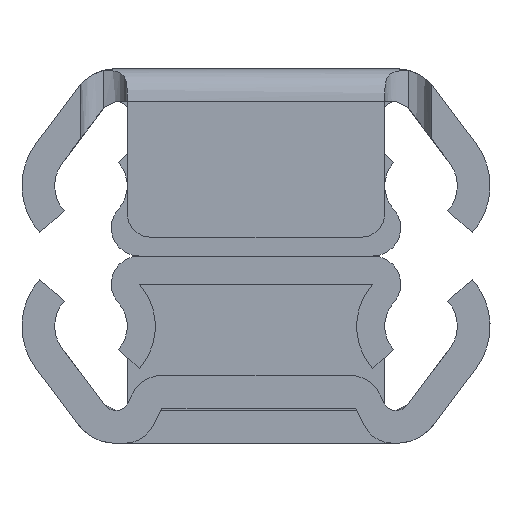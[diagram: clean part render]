
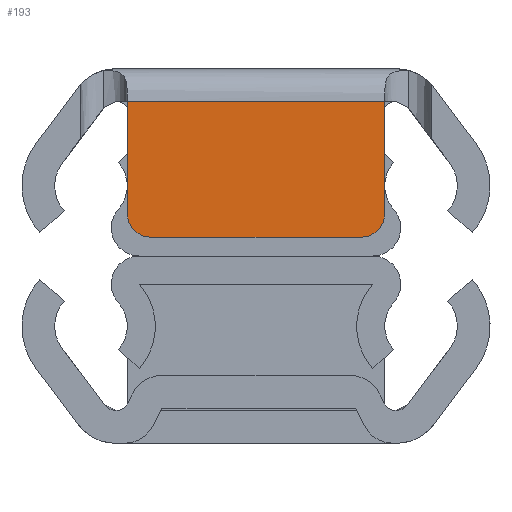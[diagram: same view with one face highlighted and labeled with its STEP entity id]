
A CAD part, left-side view. The second image highlights one B-rep face of the part: STEP entity #193.
In plain terms, the highlighted planar face has unit normal (-1, 0, 0).
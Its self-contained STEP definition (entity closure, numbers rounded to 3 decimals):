
#13 = VERTEX_POINT ( 'NONE', #2231 ) ;
#72 = AXIS2_PLACEMENT_3D ( 'NONE', #2715, #2358, #1985 ) ;
#87 = ORIENTED_EDGE ( 'NONE', *, *, #1072, .T. ) ;
#91 = DIRECTION ( 'NONE',  ( -1., 0., 0. ) ) ;
#193 = ADVANCED_FACE ( 'NONE', ( #2050 ), #3075, .F. ) ;
#239 = VERTEX_POINT ( 'NONE', #1358 ) ;
#300 = CARTESIAN_POINT ( 'NONE',  ( -200., 5.5, -7.2 ) ) ;
#343 = EDGE_CURVE ( 'NONE', #13, #845, #3198, .T. ) ;
#359 = EDGE_LOOP ( 'NONE', ( #2628, #3254, #601, #87, #1176, #2778 ) ) ;
#517 = CIRCLE ( 'NONE', #2108, 1. ) ;
#601 = ORIENTED_EDGE ( 'NONE', *, *, #343, .F. ) ;
#617 = AXIS2_PLACEMENT_3D ( 'NONE', #2807, #2443, #2081 ) ;
#630 = CARTESIAN_POINT ( 'NONE',  ( -200., 4.5, -7.2 ) ) ;
#663 = LINE ( 'NONE', #300, #2735 ) ;
#845 = VERTEX_POINT ( 'NONE', #630 ) ;
#1072 = EDGE_CURVE ( 'NONE', #13, #1832, #517, .T. ) ;
#1176 = ORIENTED_EDGE ( 'NONE', *, *, #1309, .T. ) ;
#1309 = EDGE_CURVE ( 'NONE', #1832, #239, #2973, .T. ) ;
#1358 = CARTESIAN_POINT ( 'NONE',  ( -200., -5.5, -1.4 ) ) ;
#1384 = CARTESIAN_POINT ( 'NONE',  ( -200., 5.5, -6.2 ) ) ;
#1488 = CARTESIAN_POINT ( 'NONE',  ( -200., 5.5, -1.4 ) ) ;
#1623 = EDGE_CURVE ( 'NONE', #2344, #2856, #663, .T. ) ;
#1738 = EDGE_CURVE ( 'NONE', #2344, #845, #2750, .T. ) ;
#1832 = VERTEX_POINT ( 'NONE', #3350 ) ;
#1833 = VECTOR ( 'NONE', #2357, 1000. ) ;
#1934 = CARTESIAN_POINT ( 'NONE',  ( -200., -4.5, -6.2 ) ) ;
#1985 = DIRECTION ( 'NONE',  ( 0., 0., -1. ) ) ;
#2050 = FACE_OUTER_BOUND ( 'NONE', #359, .T. ) ;
#2081 = DIRECTION ( 'NONE',  ( 0., 0., -1. ) ) ;
#2108 = AXIS2_PLACEMENT_3D ( 'NONE', #1934, #91, #3301 ) ;
#2182 = VECTOR ( 'NONE', #2484, 1000. ) ;
#2231 = CARTESIAN_POINT ( 'NONE',  ( -200., -4.5, -7.2 ) ) ;
#2257 = DIRECTION ( 'NONE',  ( 0., 0., 1. ) ) ;
#2344 = VERTEX_POINT ( 'NONE', #1384 ) ;
#2357 = DIRECTION ( 'NONE',  ( 0., 1., 0. ) ) ;
#2358 = DIRECTION ( 'NONE',  ( 1., 0., 0. ) ) ;
#2443 = DIRECTION ( 'NONE',  ( -1., 0., 0. ) ) ;
#2484 = DIRECTION ( 'NONE',  ( 0., 1., 0. ) ) ;
#2592 = EDGE_CURVE ( 'NONE', #239, #2856, #3433, .T. ) ;
#2623 = CARTESIAN_POINT ( 'NONE',  ( -200., -5.5, -7.2 ) ) ;
#2628 = ORIENTED_EDGE ( 'NONE', *, *, #1623, .F. ) ;
#2714 = CARTESIAN_POINT ( 'NONE',  ( -200., -7., -1.4 ) ) ;
#2715 = CARTESIAN_POINT ( 'NONE',  ( -200., -7., -5. ) ) ;
#2735 = VECTOR ( 'NONE', #3502, 1000. ) ;
#2750 = CIRCLE ( 'NONE', #617, 1. ) ;
#2778 = ORIENTED_EDGE ( 'NONE', *, *, #2592, .T. ) ;
#2807 = CARTESIAN_POINT ( 'NONE',  ( -200., 4.5, -6.2 ) ) ;
#2845 = CARTESIAN_POINT ( 'NONE',  ( -200., 5.5, -7.2 ) ) ;
#2856 = VERTEX_POINT ( 'NONE', #1488 ) ;
#2973 = LINE ( 'NONE', #2623, #3320 ) ;
#3075 = PLANE ( 'NONE',  #72 ) ;
#3198 = LINE ( 'NONE', #2845, #2182 ) ;
#3254 = ORIENTED_EDGE ( 'NONE', *, *, #1738, .T. ) ;
#3301 = DIRECTION ( 'NONE',  ( 0., 0., -1. ) ) ;
#3320 = VECTOR ( 'NONE', #2257, 1000. ) ;
#3350 = CARTESIAN_POINT ( 'NONE',  ( -200., -5.5, -6.2 ) ) ;
#3433 = LINE ( 'NONE', #2714, #1833 ) ;
#3502 = DIRECTION ( 'NONE',  ( 0., 0., 1. ) ) ;
